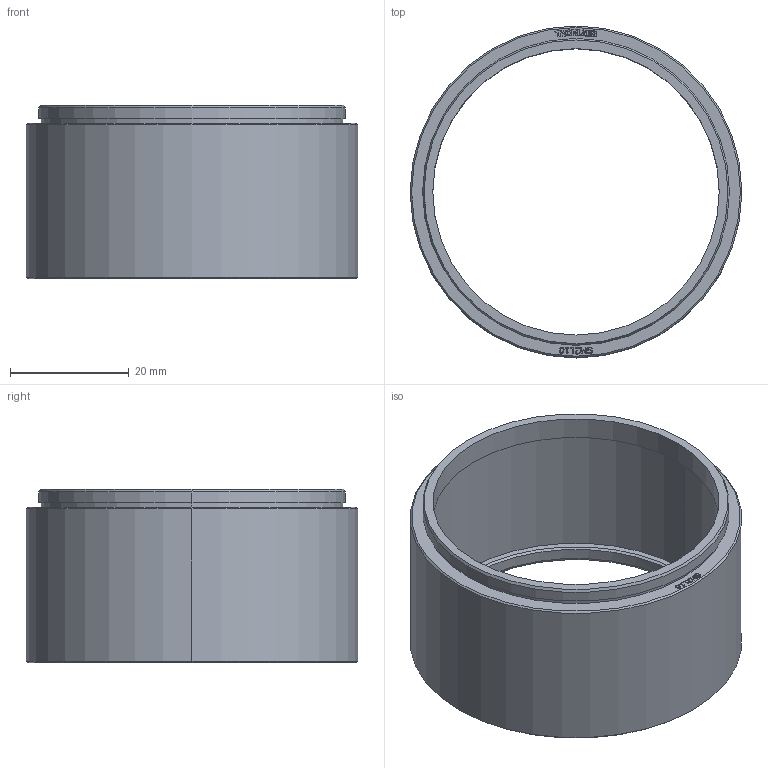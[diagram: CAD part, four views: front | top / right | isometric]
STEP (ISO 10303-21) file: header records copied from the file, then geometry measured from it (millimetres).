
FILE_DESCRIPTION (( 'STEP AP214' ), '1' );
FILE_NAME ('0050-E0W.STEP', '2015-12-23T15:28:05', ( '' ), ( '' ), 'SwSTEP 2.0', 'SolidWorks 2014', '' );
FILE_SCHEMA (( 'AUTOMOTIVE_DESIGN' ));
Length unit declared in the file: inch
Products named in the file (1): 0050-E0W
Bounding box: 55.88 x 55.88 x 29.21 mm (x, y, z)
Volume: 10839.8 mm3; surface area: 12375.7 mm2
Topology: 2 solids, 2 shells, 286 faces, 757 edges, 500 vertices
Faces by surface type: bspline 146, plane 106, cone 18, cylinder 16
Entity records: 15488 total; most frequent: CARTESIAN_POINT 5586, ORIENTED_EDGE 1514, DIRECTION 797, EDGE_CURVE 757, VERTEX_POINT 500, VECTOR 399, LINE 399, EDGE_LOOP 315
